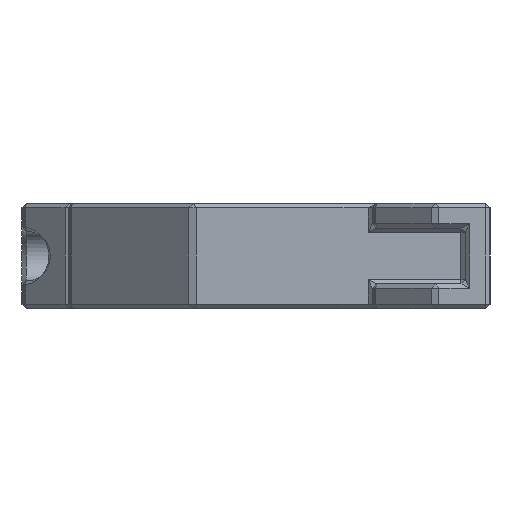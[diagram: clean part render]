
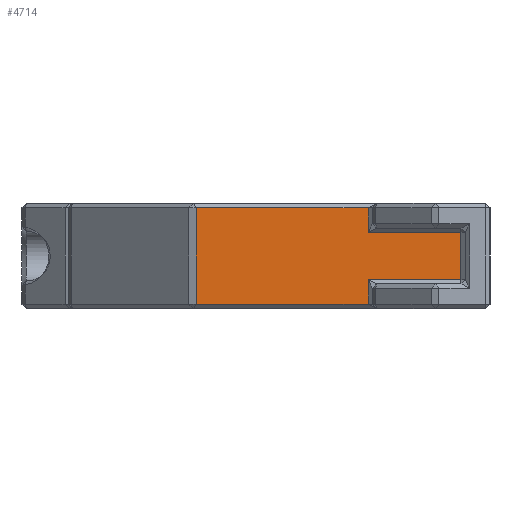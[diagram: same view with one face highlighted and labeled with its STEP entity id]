
A CAD part, left-side view. The second image highlights one B-rep face of the part: STEP entity #4714.
In plain terms, the highlighted planar face has unit normal (-1, 0, 0).
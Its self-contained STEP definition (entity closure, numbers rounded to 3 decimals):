
#277=PLANE('',#5049);
#586=FACE_OUTER_BOUND('',#905,.T.);
#905=EDGE_LOOP('',(#4153,#4154,#4155,#4156,#4157,#4158,#4159,#4160));
#1308=LINE('',#7086,#1913);
#1334=LINE('',#7137,#1939);
#1380=LINE('',#7229,#1985);
#1382=LINE('',#7232,#1987);
#1387=LINE('',#7241,#1992);
#1392=LINE('',#7248,#1997);
#1396=LINE('',#7256,#2001);
#1403=LINE('',#7268,#2008);
#1913=VECTOR('',#5735,10.);
#1939=VECTOR('',#5783,10.);
#1985=VECTOR('',#5865,10.);
#1987=VECTOR('',#5869,10.);
#1992=VECTOR('',#5878,10.);
#1997=VECTOR('',#5887,10.);
#2001=VECTOR('',#5895,10.);
#2008=VECTOR('',#5908,10.);
#2418=VERTEX_POINT('',#7046);
#2427=VERTEX_POINT('',#7076);
#2436=VERTEX_POINT('',#7110);
#2441=VERTEX_POINT('',#7128);
#2447=VERTEX_POINT('',#7149);
#2448=VERTEX_POINT('',#7153);
#2455=VERTEX_POINT('',#7169);
#2460=VERTEX_POINT('',#7181);
#2882=EDGE_CURVE('',#2418,#2427,#1308,.T.);
#2908=EDGE_CURVE('',#2427,#2441,#1334,.T.);
#2954=EDGE_CURVE('',#2448,#2460,#1380,.T.);
#2956=EDGE_CURVE('',#2460,#2455,#1382,.T.);
#2961=EDGE_CURVE('',#2455,#2447,#1387,.T.);
#2966=EDGE_CURVE('',#2441,#2448,#1392,.T.);
#2970=EDGE_CURVE('',#2447,#2436,#1396,.T.);
#2977=EDGE_CURVE('',#2436,#2418,#1403,.T.);
#4153=ORIENTED_EDGE('',*,*,#2954,.F.);
#4154=ORIENTED_EDGE('',*,*,#2966,.F.);
#4155=ORIENTED_EDGE('',*,*,#2908,.F.);
#4156=ORIENTED_EDGE('',*,*,#2882,.F.);
#4157=ORIENTED_EDGE('',*,*,#2977,.F.);
#4158=ORIENTED_EDGE('',*,*,#2970,.F.);
#4159=ORIENTED_EDGE('',*,*,#2961,.F.);
#4160=ORIENTED_EDGE('',*,*,#2956,.F.);
#4714=ADVANCED_FACE('',(#586),#277,.F.);
#5049=AXIS2_PLACEMENT_3D('',#7425,#6129,#6130);
#5735=DIRECTION('',(0.,0.,-1.));
#5783=DIRECTION('',(0.,1.,0.));
#5865=DIRECTION('',(0.,1.,0.));
#5869=DIRECTION('',(0.,0.,1.));
#5878=DIRECTION('',(0.,-1.,0.));
#5887=DIRECTION('',(0.,0.,-1.));
#5895=DIRECTION('',(0.,0.,-1.));
#5908=DIRECTION('',(0.,-1.,0.));
#6129=DIRECTION('center_axis',(1.,0.,0.));
#6130=DIRECTION('ref_axis',(0.,1.,0.));
#7046=CARTESIAN_POINT('',(-117.5,4.7,-0.7));
#7076=CARTESIAN_POINT('',(-117.5,4.7,-8.3));
#7086=CARTESIAN_POINT('',(-117.5,4.7,0.));
#7110=CARTESIAN_POINT('',(-117.5,19.7,-0.7));
#7128=CARTESIAN_POINT('',(-117.5,19.7,-8.3));
#7137=CARTESIAN_POINT('',(-117.5,26.55,-8.3));
#7149=CARTESIAN_POINT('',(-117.5,19.7,3.3));
#7153=CARTESIAN_POINT('',(-117.5,19.7,-12.3));
#7169=CARTESIAN_POINT('',(-117.5,47.502,3.3));
#7181=CARTESIAN_POINT('',(-117.5,47.502,-12.3));
#7229=CARTESIAN_POINT('',(-117.5,26.55,-12.3));
#7232=CARTESIAN_POINT('',(-117.5,47.502,0.));
#7241=CARTESIAN_POINT('',(-117.5,26.55,3.3));
#7248=CARTESIAN_POINT('',(-117.5,19.7,-4.5));
#7256=CARTESIAN_POINT('',(-117.5,19.7,0.));
#7268=CARTESIAN_POINT('',(-117.5,26.55,-0.7));
#7425=CARTESIAN_POINT('Origin',(-117.5,19.,0.));
